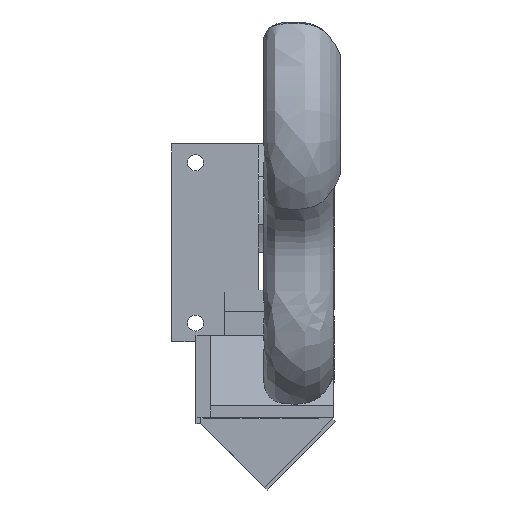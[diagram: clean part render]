
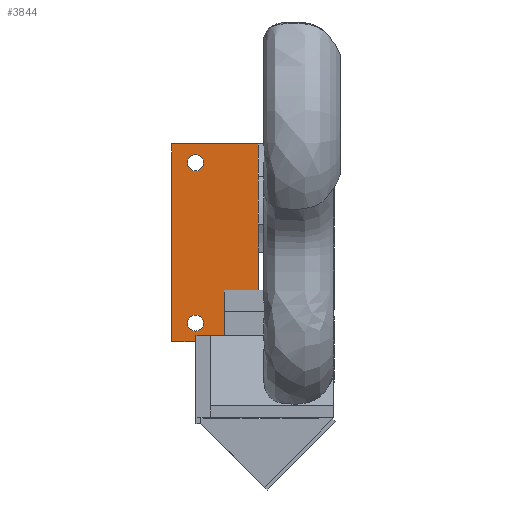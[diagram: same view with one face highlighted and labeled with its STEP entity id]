
A CAD part, left-side view. The second image highlights one B-rep face of the part: STEP entity #3844.
In plain terms, the highlighted planar face has unit normal (-1, 0, 0).
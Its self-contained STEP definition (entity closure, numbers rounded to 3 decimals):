
#33=FACE_BOUND('',#804,.T.);
#34=FACE_BOUND('',#805,.T.);
#353=CIRCLE('',#3897,1.7);
#355=CIRCLE('',#3900,1.7);
#589=FACE_OUTER_BOUND('',#803,.T.);
#803=EDGE_LOOP('',(#3518,#3519,#3520,#3521,#3522,#3523,#3524,#3525,#3526));
#804=EDGE_LOOP('',(#3527));
#805=EDGE_LOOP('',(#3528));
#821=LINE('',#4658,#1132);
#975=LINE('',#5711,#1286);
#1020=LINE('',#13460,#1331);
#1087=LINE('',#17409,#1398);
#1108=LINE('',#17576,#1419);
#1109=LINE('',#17578,#1420);
#1113=LINE('',#17587,#1424);
#1116=LINE('',#17597,#1427);
#1117=LINE('',#17598,#1428);
#1132=VECTOR('',#4033,10.);
#1286=VECTOR('',#4305,10.);
#1331=VECTOR('',#4460,10.);
#1398=VECTOR('',#4553,10.);
#1419=VECTOR('',#4588,10.);
#1420=VECTOR('',#4591,10.);
#1424=VECTOR('',#4605,10.);
#1427=VECTOR('',#4620,10.);
#1428=VECTOR('',#4621,10.);
#1442=VERTEX_POINT('',#4656);
#1443=VERTEX_POINT('',#4657);
#1520=VERTEX_POINT('',#4879);
#1522=VERTEX_POINT('',#4885);
#1537=VERTEX_POINT('',#5008);
#1584=VERTEX_POINT('',#5710);
#1719=VERTEX_POINT('',#13458);
#1788=VERTEX_POINT('',#17406);
#1789=VERTEX_POINT('',#17408);
#1801=VERTEX_POINT('',#17574);
#1802=VERTEX_POINT('',#17596);
#1816=EDGE_CURVE('',#1442,#1443,#821,.T.);
#1930=EDGE_CURVE('',#1520,#1520,#353,.T.);
#1933=EDGE_CURVE('',#1522,#1522,#355,.T.);
#2016=EDGE_CURVE('',#1584,#1537,#975,.T.);
#2226=EDGE_CURVE('',#1719,#1537,#1020,.T.);
#2344=EDGE_CURVE('',#1789,#1788,#1087,.T.);
#2370=EDGE_CURVE('',#1443,#1801,#1108,.T.);
#2371=EDGE_CURVE('',#1801,#1584,#1109,.T.);
#2375=EDGE_CURVE('',#1788,#1442,#1113,.T.);
#2379=EDGE_CURVE('',#1719,#1802,#1116,.T.);
#2380=EDGE_CURVE('',#1802,#1789,#1117,.T.);
#3518=ORIENTED_EDGE('',*,*,#2379,.T.);
#3519=ORIENTED_EDGE('',*,*,#2380,.T.);
#3520=ORIENTED_EDGE('',*,*,#2344,.T.);
#3521=ORIENTED_EDGE('',*,*,#2375,.T.);
#3522=ORIENTED_EDGE('',*,*,#1816,.T.);
#3523=ORIENTED_EDGE('',*,*,#2370,.T.);
#3524=ORIENTED_EDGE('',*,*,#2371,.T.);
#3525=ORIENTED_EDGE('',*,*,#2016,.T.);
#3526=ORIENTED_EDGE('',*,*,#2226,.F.);
#3527=ORIENTED_EDGE('',*,*,#1930,.T.);
#3528=ORIENTED_EDGE('',*,*,#1933,.T.);
#3644=PLANE('',#4009);
#3844=ADVANCED_FACE('',(#589,#33,#34),#3644,.T.);
#3897=AXIS2_PLACEMENT_3D('',#4881,#4212,#4213);
#3900=AXIS2_PLACEMENT_3D('',#4887,#4219,#4220);
#4009=AXIS2_PLACEMENT_3D('',#17595,#4618,#4619);
#4033=DIRECTION('',(0.,-1.,0.));
#4212=DIRECTION('center_axis',(1.,0.,0.));
#4213=DIRECTION('ref_axis',(0.,1.,0.));
#4219=DIRECTION('center_axis',(1.,0.,0.));
#4220=DIRECTION('ref_axis',(0.,1.,0.));
#4305=DIRECTION('',(0.,0.,1.));
#4460=DIRECTION('',(0.,0.,-1.));
#4553=DIRECTION('',(0.,-1.,0.));
#4588=DIRECTION('',(0.,0.,1.));
#4591=DIRECTION('',(0.,-1.,0.));
#4605=DIRECTION('',(0.,0.,1.));
#4618=DIRECTION('center_axis',(-1.,0.,0.));
#4619=DIRECTION('ref_axis',(0.,0.,1.));
#4620=DIRECTION('',(0.,1.,0.));
#4621=DIRECTION('',(0.,0.,-1.));
#4656=CARTESIAN_POINT('',(58.971,-18.821,-104.391));
#4657=CARTESIAN_POINT('',(58.971,-21.821,-104.391));
#4658=CARTESIAN_POINT('',(58.971,-17.122,-104.391));
#4879=CARTESIAN_POINT('',(58.971,-17.416,-101.641));
#4881=CARTESIAN_POINT('Origin',(58.971,-15.716,-101.641));
#4885=CARTESIAN_POINT('',(58.971,-17.416,-67.641));
#4887=CARTESIAN_POINT('Origin',(58.971,-15.716,-67.641));
#5008=CARTESIAN_POINT('',(58.971,-28.989,-86.641));
#5710=CARTESIAN_POINT('',(58.971,-28.989,-94.641));
#5711=CARTESIAN_POINT('',(58.971,-28.989,-94.641));
#13458=CARTESIAN_POINT('',(58.971,-28.989,-63.641));
#13460=CARTESIAN_POINT('',(58.971,-28.989,-74.016));
#17406=CARTESIAN_POINT('',(58.971,-18.821,-105.641));
#17408=CARTESIAN_POINT('',(58.971,-10.716,-105.641));
#17409=CARTESIAN_POINT('',(58.971,-22.789,-105.641));
#17574=CARTESIAN_POINT('',(58.971,-21.821,-94.641));
#17576=CARTESIAN_POINT('',(58.971,-21.821,-104.191));
#17578=CARTESIAN_POINT('',(58.971,-12.637,-94.641));
#17587=CARTESIAN_POINT('',(58.971,-18.821,-98.641));
#17595=CARTESIAN_POINT('Origin',(58.971,-6.454,-84.391));
#17596=CARTESIAN_POINT('',(58.971,-10.716,-63.641));
#17597=CARTESIAN_POINT('',(58.971,-26.589,-63.641));
#17598=CARTESIAN_POINT('',(58.971,-10.716,-63.641));
